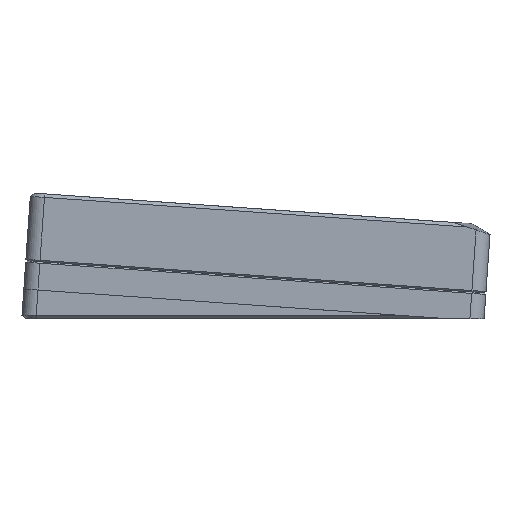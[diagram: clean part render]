
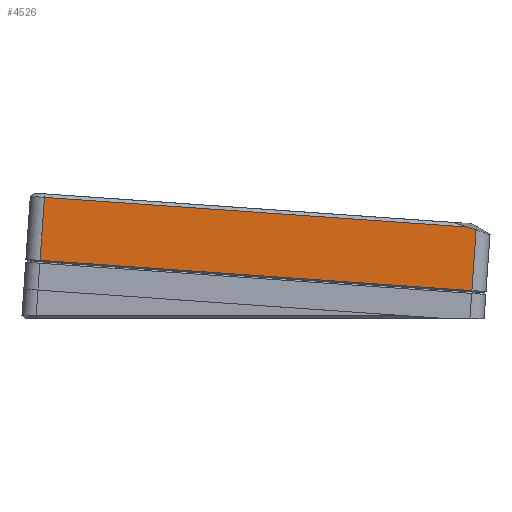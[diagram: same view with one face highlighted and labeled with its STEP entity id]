
A CAD part, left-side view. The second image highlights one B-rep face of the part: STEP entity #4526.
In plain terms, the highlighted planar face has unit normal (-1, 0, 0).
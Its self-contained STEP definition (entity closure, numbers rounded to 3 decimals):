
#568=FACE_OUTER_BOUND('',#846,.T.);
#846=EDGE_LOOP('',(#3955,#3956,#3957,#3958,#3959));
#1280=LINE('',#7625,#1736);
#1281=LINE('',#7679,#1737);
#1298=LINE('',#7773,#1754);
#1300=LINE('',#7779,#1756);
#1301=LINE('',#7780,#1757);
#1736=VECTOR('',#6152,10.);
#1737=VECTOR('',#6153,10.);
#1754=VECTOR('',#6200,10.);
#1756=VECTOR('',#6206,10.);
#1757=VECTOR('',#6207,10.);
#2179=VERTEX_POINT('',#7616);
#2180=VERTEX_POINT('',#7620);
#2181=VERTEX_POINT('',#7678);
#2187=VERTEX_POINT('',#7772);
#2189=VERTEX_POINT('',#7778);
#2774=EDGE_CURVE('',#2179,#2180,#1280,.T.);
#2775=EDGE_CURVE('',#2181,#2180,#1281,.T.);
#2794=EDGE_CURVE('',#2181,#2187,#1298,.T.);
#2797=EDGE_CURVE('',#2189,#2179,#1300,.T.);
#2798=EDGE_CURVE('',#2189,#2187,#1301,.T.);
#3955=ORIENTED_EDGE('',*,*,#2774,.F.);
#3956=ORIENTED_EDGE('',*,*,#2797,.F.);
#3957=ORIENTED_EDGE('',*,*,#2798,.T.);
#3958=ORIENTED_EDGE('',*,*,#2794,.F.);
#3959=ORIENTED_EDGE('',*,*,#2775,.T.);
#4285=PLANE('',#4963);
#4526=ADVANCED_FACE('',(#568),#4285,.T.);
#4963=AXIS2_PLACEMENT_3D('',#7777,#6204,#6205);
#6152=DIRECTION('',(0.,-0.998,-0.07));
#6153=DIRECTION('',(0.,0.951,0.31));
#6200=DIRECTION('',(0.,0.07,-0.998));
#6204=DIRECTION('center_axis',(-1.,0.,0.));
#6205=DIRECTION('ref_axis',(0.,-0.998,-0.07));
#6206=DIRECTION('',(0.,-0.07,0.998));
#6207=DIRECTION('',(0.,-0.998,-0.07));
#7616=CARTESIAN_POINT('',(-117.425,45.32,10.236));
#7620=CARTESIAN_POINT('',(-117.425,-44.025,3.989));
#7625=CARTESIAN_POINT('',(-117.425,22.485,8.64));
#7678=CARTESIAN_POINT('',(-117.425,-45.985,3.35));
#7679=CARTESIAN_POINT('',(-117.425,-5.979,16.377));
#7772=CARTESIAN_POINT('',(-117.425,-45.089,-9.468));
#7773=CARTESIAN_POINT('',(-117.425,-45.528,-3.184));
#7777=CARTESIAN_POINT('Origin',(-117.425,45.811,3.203));
#7778=CARTESIAN_POINT('',(-117.425,46.251,-3.081));
#7779=CARTESIAN_POINT('',(-117.425,45.811,3.203));
#7780=CARTESIAN_POINT('',(-117.425,23.416,-4.678));
